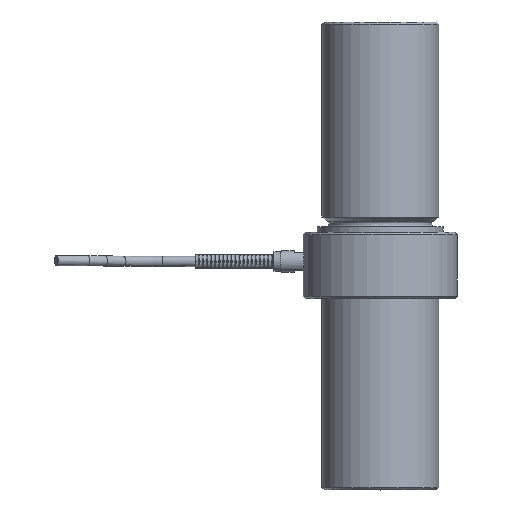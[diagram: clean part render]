
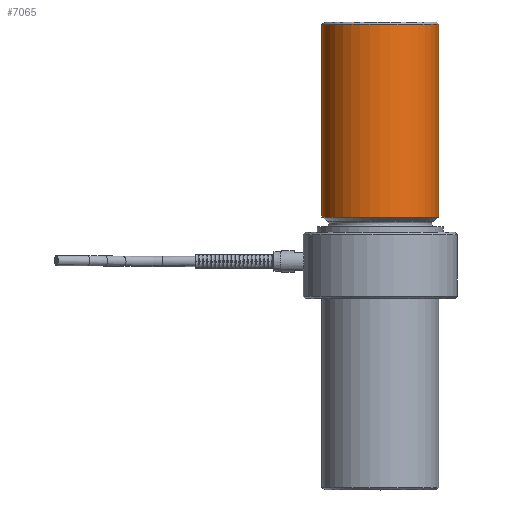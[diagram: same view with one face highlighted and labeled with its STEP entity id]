
A CAD part, left-side view. The second image highlights one B-rep face of the part: STEP entity #7065.
In plain terms, the highlighted cylindrical face has radius 19.05 mm (diameter 38.1 mm), a full revolution.
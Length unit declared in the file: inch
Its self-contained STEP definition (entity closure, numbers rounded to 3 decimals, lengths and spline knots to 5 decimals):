
#7034=CARTESIAN_POINT('',(-0.75,0.,-0.561));
#7035=VERTEX_POINT('',#7034);
#7036=CARTESIAN_POINT('',(0.,0.0,-0.561));
#7037=DIRECTION('',(0.0,0.0,-1.0));
#7038=DIRECTION('',(1.0,0.0,0.0));
#7039=AXIS2_PLACEMENT_3D('',#7036,#7037,#7038);
#7040=CIRCLE('',#7039,0.75);
#7041=EDGE_CURVE('',#7035,#7035,#7040,.T.);
#7046=CARTESIAN_POINT('',(0.,0.0,-1.811));
#7047=DIRECTION('',(0.0,0.0,-1.0));
#7048=DIRECTION('',(1.0,0.0,0.0));
#7049=AXIS2_PLACEMENT_3D('',#7046,#7047,#7048);
#7050=CYLINDRICAL_SURFACE('',#7049,0.75);
#7051=ORIENTED_EDGE('',*,*,#7041,.T.);
#7052=EDGE_LOOP('',(#7051));
#7053=FACE_OUTER_BOUND('',#7052,.T.);
#7054=CARTESIAN_POINT('',(-0.75,0.0,-3.031));
#7055=VERTEX_POINT('',#7054);
#7056=CARTESIAN_POINT('',(0.,0.0,-3.031));
#7057=DIRECTION('',(0.0,0.0,-1.0));
#7058=DIRECTION('',(-1.0,0.0,0.0));
#7059=AXIS2_PLACEMENT_3D('',#7056,#7057,#7058);
#7060=CIRCLE('',#7059,0.75);
#7061=EDGE_CURVE('',#7055,#7055,#7060,.T.);
#7062=ORIENTED_EDGE('',*,*,#7061,.F.);
#7063=EDGE_LOOP('',(#7062));
#7064=FACE_BOUND('',#7063,.T.);
#7065=ADVANCED_FACE('',(#7053,#7064),#7050,.T.);
